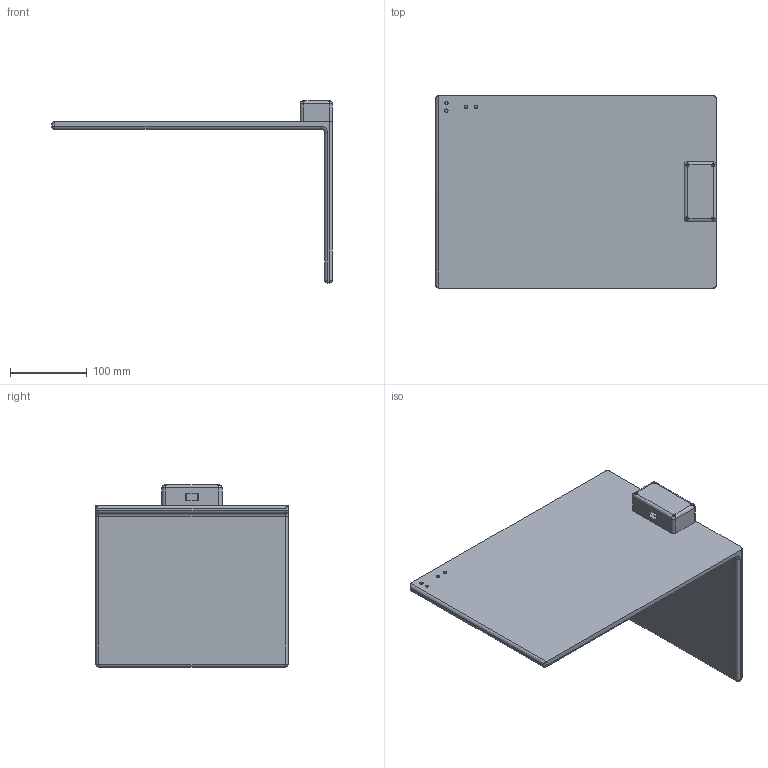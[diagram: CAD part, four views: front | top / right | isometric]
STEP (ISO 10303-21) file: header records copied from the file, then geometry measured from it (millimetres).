
FILE_DESCRIPTION(/* description */ (''),/* implementation_level */ '2;1');
FILE_NAME(/* name */ 'основание форточки.stp',/* time_stamp */ '2023-02-18T23:22:25+03:00',/* author */ ('Tasya'),/* organization */ (''),/* preprocessor_version */ 'ST-DEVELOPER v18.1',/* originating_system */ 'Autodesk Inventor 2021',/* authorisation */ '');
FILE_SCHEMA (('AUTOMOTIVE_DESIGN { 1 0 10303 214 3 1 1 }'));
Length unit declared in the file: millimetre
Products named in the file (1): основание форточки
Bounding box: 365 x 250 x 237 mm (x, y, z)
Volume: 1439337.4 mm3; surface area: 317407.2 mm2
Topology: 3 solids, 3 shells, 184 faces, 476 edges, 304 vertices
Faces by surface type: cylinder 84, plane 52, sphere 18, cone 16, torus 14
Full cylindrical faces by diameter (mm): 2.6 x4, 3 x4, 3.6 x2, 3.9 x6
Entity records: 5879 total; most frequent: CARTESIAN_POINT 1097, DIRECTION 1090, ORIENTED_EDGE 952, EDGE_CURVE 476, AXIS2_PLACEMENT_3D 441, VERTEX_POINT 304, CIRCLE 254, EDGE_LOOP 208
